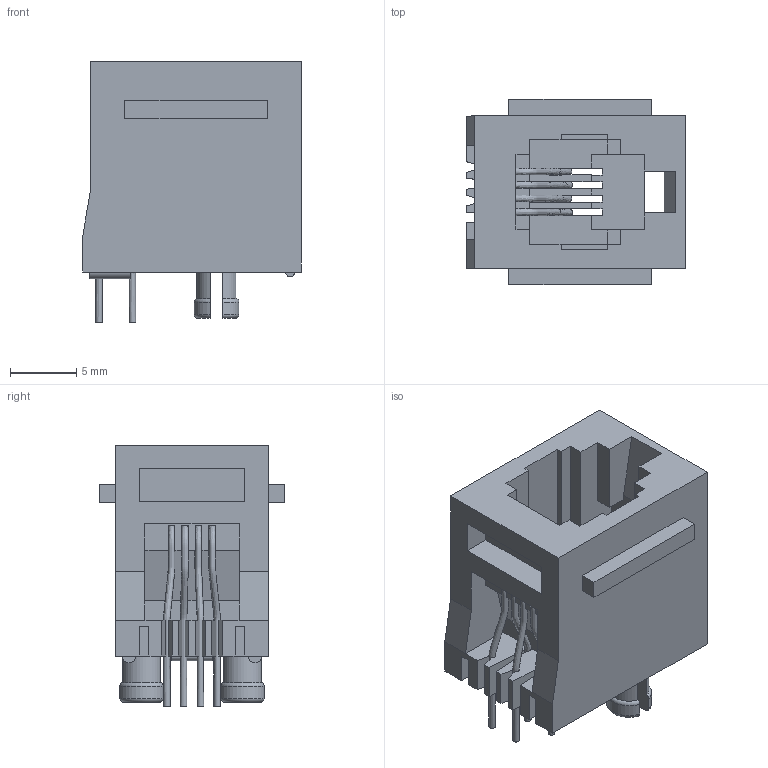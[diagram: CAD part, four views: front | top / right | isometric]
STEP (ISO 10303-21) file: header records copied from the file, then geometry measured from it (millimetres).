
FILE_DESCRIPTION(/* description */ ('Unknown'),/* implementation_level */ '2;1');
FILE_NAME(/* name */ 'J_Wurth_WR-MJ_615004144021',/* time_stamp */ '2025-07-07T16:46:43+08:00',/* author */ ('Unknown'),/* organization */ ('Unknown'),/* preprocessor_version */ 'ST-DEVELOPER v19.4',/* originating_system */ 'Solid Edge',/* authorisation */ 'Unknown');
FILE_SCHEMA (('AUTOMOTIVE_DESIGN {1 0 10303 214 3 1 1}'));
Length unit declared in the file: millimetre
Products named in the file (2): J_Wurth_WR-MJ_615004144021
Assembly tree (1 placements, depth 2):
  J_Wurth_WR-MJ_615004144021
    J_Wurth_WR-MJ_615004144021
Bounding box: 16.5 x 13.97 x 19.68 mm (x, y, z)
Volume: 1725.1 mm3; surface area: 2422.2 mm2
Topology: 1 solids, 1 shells, 209 faces, 676 edges, 438 vertices
Faces by surface type: plane 184, cylinder 13, torus 8, bspline 4
Full cylindrical faces by diameter (mm): 1.8 x2
Entity records: 12467 total; most frequent: CARTESIAN_POINT 5258, ORIENTED_EDGE 1284, DIRECTION 1024, EDGE_CURVE 642, LINE 510, VECTOR 510, VERTEX_POINT 418, AXIS2_PLACEMENT_3D 257
